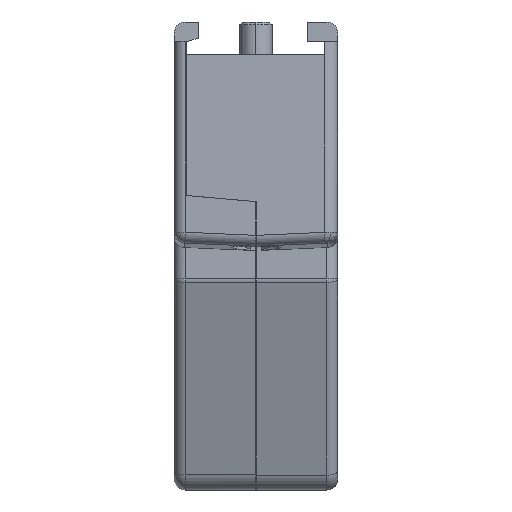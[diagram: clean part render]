
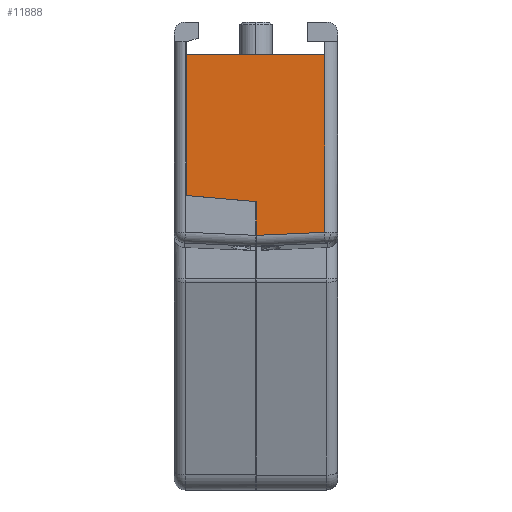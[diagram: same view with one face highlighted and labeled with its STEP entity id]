
A CAD part, left-side view. The second image highlights one B-rep face of the part: STEP entity #11888.
In plain terms, the highlighted planar face has unit normal (-1, 0, 0).
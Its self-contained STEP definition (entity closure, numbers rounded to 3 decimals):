
#419 = EDGE_CURVE ( 'NONE', #11876, #3530, #16502, .T. ) ;
#467 = EDGE_CURVE ( 'NONE', #11876, #10294, #25054, .T. ) ;
#1029 = DIRECTION ( 'NONE',  ( 0., 0., 1. ) ) ;
#1800 = CARTESIAN_POINT ( 'NONE',  ( -26.75, 7.5, -16.5 ) ) ;
#2196 = CARTESIAN_POINT ( 'NONE',  ( -26.75, 7.5, -19.602 ) ) ;
#3202 = VECTOR ( 'NONE', #16364, 1000. ) ;
#3437 = CARTESIAN_POINT ( 'NONE',  ( -26.75, 5.199, -16.701 ) ) ;
#3530 = VERTEX_POINT ( 'NONE', #14891 ) ;
#3679 = EDGE_LOOP ( 'NONE', ( #14554, #25690, #10174, #23385, #21877, #23521 ) ) ;
#4146 = EDGE_CURVE ( 'NONE', #3530, #6006, #11318, .T. ) ;
#4175 = CARTESIAN_POINT ( 'NONE',  ( -26.75, 1.2, -3. ) ) ;
#4633 = VECTOR ( 'NONE', #1029, 1000. ) ;
#5424 = LINE ( 'NONE', #3437, #13075 ) ;
#5801 = CARTESIAN_POINT ( 'NONE',  ( -26.75, 7.5, -43. ) ) ;
#6006 = VERTEX_POINT ( 'NONE', #4175 ) ;
#7180 = VECTOR ( 'NONE', #11017, 1000. ) ;
#7309 = CARTESIAN_POINT ( 'NONE',  ( -26.75, 1.2, -43. ) ) ;
#7869 = AXIS2_PLACEMENT_3D ( 'NONE', #5801, #20248, #22381 ) ;
#8106 = EDGE_CURVE ( 'NONE', #9501, #10294, #5424, .T. ) ;
#9501 = VERTEX_POINT ( 'NONE', #24745 ) ;
#9965 = CARTESIAN_POINT ( 'NONE',  ( -26.75, 1.2, -3. ) ) ;
#10174 = ORIENTED_EDGE ( 'NONE', *, *, #4146, .T. ) ;
#10294 = VERTEX_POINT ( 'NONE', #1800 ) ;
#10475 = LINE ( 'NONE', #9965, #3202 ) ;
#11017 = DIRECTION ( 'NONE',  ( 0., 0., 1. ) ) ;
#11318 = LINE ( 'NONE', #7309, #4633 ) ;
#11876 = VERTEX_POINT ( 'NONE', #2196 ) ;
#11888 = ADVANCED_FACE ( 'NONE', ( #12091 ), #16627, .T. ) ;
#12091 = FACE_OUTER_BOUND ( 'NONE', #3679, .T. ) ;
#12280 = LINE ( 'NONE', #14276, #25568 ) ;
#13075 = VECTOR ( 'NONE', #19750, 1000. ) ;
#14276 = CARTESIAN_POINT ( 'NONE',  ( -26.75, 13.85, -3. ) ) ;
#14554 = ORIENTED_EDGE ( 'NONE', *, *, #467, .F. ) ;
#14891 = CARTESIAN_POINT ( 'NONE',  ( -26.75, 1.2, -19.325 ) ) ;
#15296 = VECTOR ( 'NONE', #22778, 1000. ) ;
#16364 = DIRECTION ( 'NONE',  ( 0., 1., 0. ) ) ;
#16502 = LINE ( 'NONE', #22656, #15296 ) ;
#16627 = PLANE ( 'NONE',  #7869 ) ;
#18185 = EDGE_CURVE ( 'NONE', #9501, #24894, #12280, .T. ) ;
#19750 = DIRECTION ( 'NONE',  ( 0., -0.996, -0.087 ) ) ;
#20248 = DIRECTION ( 'NONE',  ( -1., 0., 0. ) ) ;
#20436 = DIRECTION ( 'NONE',  ( 0., 0., 1. ) ) ;
#21312 = CARTESIAN_POINT ( 'NONE',  ( -26.75, 7.5, -43. ) ) ;
#21877 = ORIENTED_EDGE ( 'NONE', *, *, #18185, .F. ) ;
#22381 = DIRECTION ( 'NONE',  ( 0., 0., 1. ) ) ;
#22656 = CARTESIAN_POINT ( 'NONE',  ( -26.75, 8.524, -19.646 ) ) ;
#22778 = DIRECTION ( 'NONE',  ( 0., -0.999, 0.044 ) ) ;
#22939 = CARTESIAN_POINT ( 'NONE',  ( -26.75, 13.85, -3. ) ) ;
#23385 = ORIENTED_EDGE ( 'NONE', *, *, #25097, .T. ) ;
#23521 = ORIENTED_EDGE ( 'NONE', *, *, #8106, .T. ) ;
#24745 = CARTESIAN_POINT ( 'NONE',  ( -26.75, 13.85, -15.944 ) ) ;
#24894 = VERTEX_POINT ( 'NONE', #22939 ) ;
#25054 = LINE ( 'NONE', #21312, #7180 ) ;
#25097 = EDGE_CURVE ( 'NONE', #6006, #24894, #10475, .T. ) ;
#25568 = VECTOR ( 'NONE', #20436, 1000. ) ;
#25690 = ORIENTED_EDGE ( 'NONE', *, *, #419, .T. ) ;
